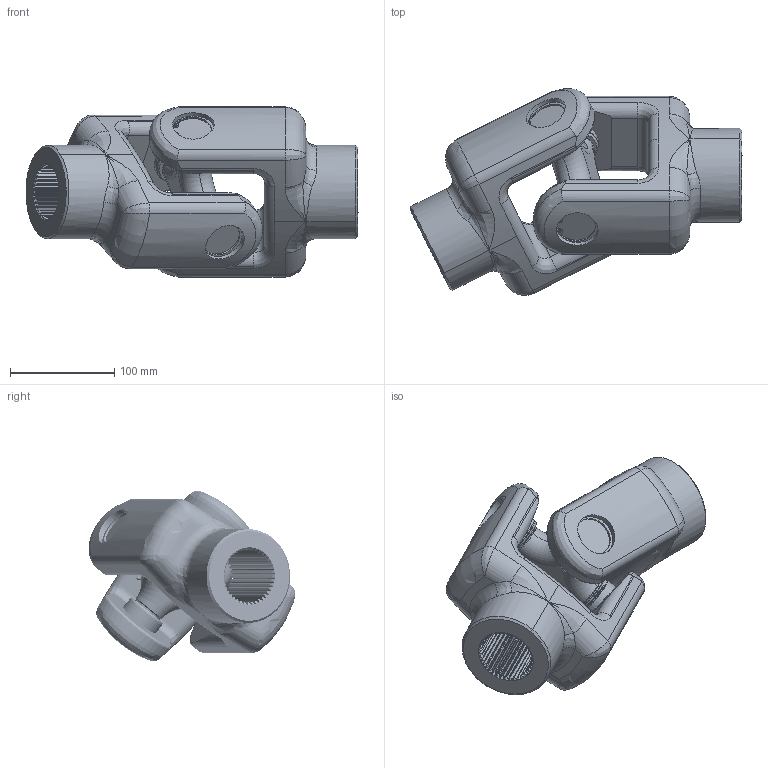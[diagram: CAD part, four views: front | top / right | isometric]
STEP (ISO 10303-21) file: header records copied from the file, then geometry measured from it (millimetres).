
FILE_DESCRIPTION (( 'STEP AP214' ), '1' );
FILE_NAME ('Junta universal.STEP', '2017-02-26T04:12:42', ( '' ), ( '' ), 'SwSTEP 2.0', 'SolidWorks 2017', '' );
FILE_SCHEMA (( 'AUTOMOTIVE_DESIGN' ));
Length unit declared in the file: millimetre
Products named in the file (8): Cubeta_Completo; Junta universal; Rodamiento^Junta universal; Horquilla; Retén; Alemite; Cruceta; Aro Seeger_En lugar
Assembly tree (20 placements, depth 2):
  Junta universal
    Cruceta
    Cubeta_Completo  x4
    Horquilla  x2
    Retén  x4
    Alemite
    Aro Seeger_En lugar  x4
    Rodamiento^Junta universal  x4
Bounding box: 318.8 x 198.61 x 163.43 mm (x, y, z)
Volume: 2348324.7 mm3; surface area: 371148.4 mm2
Topology: 256 solids, 256 shells, 3026 faces, 6201 edges, 3696 vertices
Faces by surface type: cone 1116, cylinder 918, plane 785, torus 118, bspline 89
Entity records: 40514 total; most frequent: CARTESIAN_POINT 13983, DIRECTION 5062, ORIENTED_EDGE 4610, EDGE_CURVE 2305, AXIS2_PLACEMENT_3D 2109, VERTEX_POINT 1400, CIRCLE 1099, EDGE_LOOP 1085
